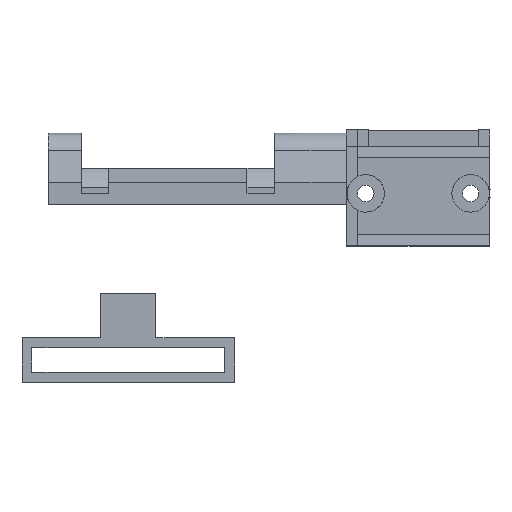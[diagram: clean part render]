
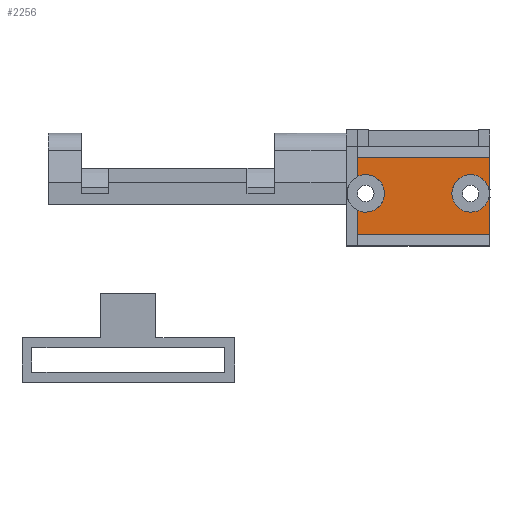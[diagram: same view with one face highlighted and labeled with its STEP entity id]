
A CAD part, top view. The second image highlights one B-rep face of the part: STEP entity #2256.
In plain terms, the highlighted planar face has unit normal (0, 0, 1).
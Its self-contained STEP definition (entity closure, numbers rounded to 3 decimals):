
#65=CIRCLE('',#2427,3.4);
#66=CIRCLE('',#2428,3.4);
#67=CIRCLE('',#2429,3.4);
#104=FACE_BOUND('',#336,.T.);
#214=FACE_OUTER_BOUND('',#335,.T.);
#335=EDGE_LOOP('',(#2025,#2026,#2027,#2028,#2029,#2030,#2031));
#336=EDGE_LOOP('',(#2032));
#560=LINE('',#3580,#826);
#573=LINE('',#3606,#839);
#574=LINE('',#3609,#840);
#606=LINE('',#3682,#872);
#607=LINE('',#3683,#873);
#826=VECTOR('',#2921,10.);
#839=VECTOR('',#2948,10.);
#840=VECTOR('',#2951,10.);
#872=VECTOR('',#3025,10.);
#873=VECTOR('',#3026,10.);
#1057=VERTEX_POINT('',#3577);
#1058=VERTEX_POINT('',#3579);
#1064=VERTEX_POINT('',#3604);
#1065=VERTEX_POINT('',#3608);
#1083=VERTEX_POINT('',#3677);
#1084=VERTEX_POINT('',#3678);
#1085=VERTEX_POINT('',#3680);
#1086=VERTEX_POINT('',#3684);
#1352=EDGE_CURVE('',#1058,#1057,#560,.T.);
#1366=EDGE_CURVE('',#1064,#1057,#573,.T.);
#1367=EDGE_CURVE('',#1058,#1065,#574,.T.);
#1401=EDGE_CURVE('',#1083,#1084,#65,.T.);
#1402=EDGE_CURVE('',#1084,#1085,#66,.T.);
#1403=EDGE_CURVE('',#1065,#1085,#606,.T.);
#1404=EDGE_CURVE('',#1083,#1064,#607,.T.);
#1405=EDGE_CURVE('',#1086,#1086,#67,.T.);
#2025=ORIENTED_EDGE('',*,*,#1401,.T.);
#2026=ORIENTED_EDGE('',*,*,#1402,.T.);
#2027=ORIENTED_EDGE('',*,*,#1403,.F.);
#2028=ORIENTED_EDGE('',*,*,#1367,.F.);
#2029=ORIENTED_EDGE('',*,*,#1352,.T.);
#2030=ORIENTED_EDGE('',*,*,#1366,.F.);
#2031=ORIENTED_EDGE('',*,*,#1404,.F.);
#2032=ORIENTED_EDGE('',*,*,#1405,.T.);
#2143=PLANE('',#2426);
#2256=ADVANCED_FACE('',(#214,#104),#2143,.F.);
#2426=AXIS2_PLACEMENT_3D('',#3676,#3019,#3020);
#2427=AXIS2_PLACEMENT_3D('',#3679,#3021,#3022);
#2428=AXIS2_PLACEMENT_3D('',#3681,#3023,#3024);
#2429=AXIS2_PLACEMENT_3D('',#3685,#3027,#3028);
#2921=DIRECTION('',(0.,1.,0.));
#2948=DIRECTION('',(1.,0.,0.));
#2951=DIRECTION('',(-1.,0.,0.));
#3019=DIRECTION('center_axis',(0.,0.,-1.));
#3020=DIRECTION('ref_axis',(-1.,0.,0.));
#3021=DIRECTION('center_axis',(0.,0.,-1.));
#3022=DIRECTION('ref_axis',(-1.,0.,0.));
#3023=DIRECTION('center_axis',(0.,0.,-1.));
#3024=DIRECTION('ref_axis',(-1.,0.,0.));
#3025=DIRECTION('',(0.,1.,0.));
#3026=DIRECTION('',(0.,1.,0.));
#3027=DIRECTION('center_axis',(0.,0.,-1.));
#3028=DIRECTION('ref_axis',(-1.,0.,0.));
#3577=CARTESIAN_POINT('',(-124.,-315.,23.));
#3579=CARTESIAN_POINT('',(-124.,-329.,23.));
#3580=CARTESIAN_POINT('',(-124.,-331.,23.));
#3604=CARTESIAN_POINT('',(-148.,-315.,23.));
#3606=CARTESIAN_POINT('',(-148.,-315.,23.));
#3608=CARTESIAN_POINT('',(-148.,-329.,23.));
#3609=CARTESIAN_POINT('',(-124.,-329.,23.));
#3676=CARTESIAN_POINT('Origin',(-136.,-322.,23.));
#3677=CARTESIAN_POINT('',(-148.,-318.449,23.));
#3678=CARTESIAN_POINT('',(-143.1,-321.5,23.));
#3679=CARTESIAN_POINT('Origin',(-146.5,-321.5,23.));
#3680=CARTESIAN_POINT('',(-148.,-324.551,23.));
#3681=CARTESIAN_POINT('Origin',(-146.5,-321.5,23.));
#3682=CARTESIAN_POINT('',(-148.,-329.,23.));
#3683=CARTESIAN_POINT('',(-148.,-329.,23.));
#3684=CARTESIAN_POINT('',(-124.1,-321.5,23.));
#3685=CARTESIAN_POINT('Origin',(-127.5,-321.5,23.));
